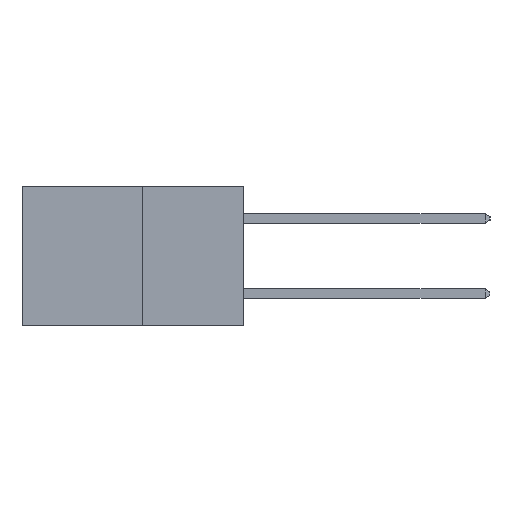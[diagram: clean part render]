
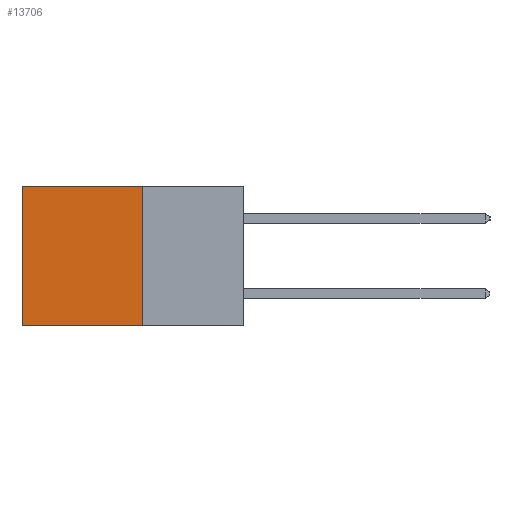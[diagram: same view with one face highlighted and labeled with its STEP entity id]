
A CAD part, left-side view. The second image highlights one B-rep face of the part: STEP entity #13706.
In plain terms, the highlighted planar face has unit normal (-1, 0, 0).
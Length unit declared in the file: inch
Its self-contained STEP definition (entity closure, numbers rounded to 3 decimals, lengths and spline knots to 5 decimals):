
#17 = EDGE_CURVE ( 'NONE', #13711, #10595, #11348, .T. ) ;
#404 = VECTOR ( 'NONE', #8108, 39.37008 ) ;
#499 = VECTOR ( 'NONE', #14272, 39.37008 ) ;
#502 = EDGE_CURVE ( 'NONE', #10595, #9121, #4464, .T. ) ;
#804 = ORIENTED_EDGE ( 'NONE', *, *, #11200, .F. ) ;
#1197 = DIRECTION ( 'NONE',  ( 1., 0., 0. ) ) ;
#1242 = LINE ( 'NONE', #6755, #404 ) ;
#1369 = VECTOR ( 'NONE', #4845, 39.37008 ) ;
#2677 = FACE_OUTER_BOUND ( 'NONE', #12735, .T. ) ;
#3932 = ORIENTED_EDGE ( 'NONE', *, *, #4066, .F. ) ;
#4066 = EDGE_CURVE ( 'NONE', #14017, #9121, #1242, .T. ) ;
#4464 = LINE ( 'NONE', #7625, #499 ) ;
#4845 = DIRECTION ( 'NONE',  ( 0., 1., 0. ) ) ;
#5744 = DIRECTION ( 'NONE',  ( 0., 0., -1. ) ) ;
#5983 = CARTESIAN_POINT ( 'NONE',  ( 0.277, 0.27, -0.37 ) ) ;
#6666 = VECTOR ( 'NONE', #5744, 39.37008 ) ;
#6755 = CARTESIAN_POINT ( 'NONE',  ( 0.277, 0.27, -0.37 ) ) ;
#7625 = CARTESIAN_POINT ( 'NONE',  ( 0.277, 0.59, -0.37 ) ) ;
#7911 = CARTESIAN_POINT ( 'NONE',  ( 0.277, 0.27, 0. ) ) ;
#8108 = DIRECTION ( 'NONE',  ( 0., 1., 0. ) ) ;
#8992 = CARTESIAN_POINT ( 'NONE',  ( 0.277, 0.59, -0.37 ) ) ;
#9019 = CARTESIAN_POINT ( 'NONE',  ( 0.277, 0.27, -0.37 ) ) ;
#9121 = VERTEX_POINT ( 'NONE', #8992 ) ;
#10309 = DIRECTION ( 'NONE',  ( 0., 0., -1. ) ) ;
#10595 = VERTEX_POINT ( 'NONE', #16085 ) ;
#11200 = EDGE_CURVE ( 'NONE', #13711, #14017, #12650, .T. ) ;
#11227 = ORIENTED_EDGE ( 'NONE', *, *, #17, .T. ) ;
#11348 = LINE ( 'NONE', #7911, #1369 ) ;
#11576 = PLANE ( 'NONE',  #13312 ) ;
#11623 = CARTESIAN_POINT ( 'NONE',  ( 0.277, 0.27, 0. ) ) ;
#12153 = CARTESIAN_POINT ( 'NONE',  ( 0.277, 0.27, -0.37 ) ) ;
#12650 = LINE ( 'NONE', #12153, #6666 ) ;
#12735 = EDGE_LOOP ( 'NONE', ( #16276, #3932, #804, #11227 ) ) ;
#13312 = AXIS2_PLACEMENT_3D ( 'NONE', #9019, #1197, #10309 ) ;
#13706 = ADVANCED_FACE ( 'NONE', ( #2677 ), #11576, .F. ) ;
#13711 = VERTEX_POINT ( 'NONE', #11623 ) ;
#14017 = VERTEX_POINT ( 'NONE', #5983 ) ;
#14272 = DIRECTION ( 'NONE',  ( 0., 0., -1. ) ) ;
#16085 = CARTESIAN_POINT ( 'NONE',  ( 0.277, 0.59, 0. ) ) ;
#16276 = ORIENTED_EDGE ( 'NONE', *, *, #502, .T. ) ;
